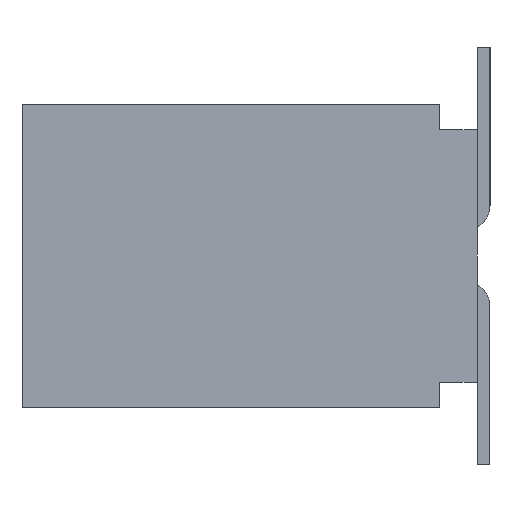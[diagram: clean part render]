
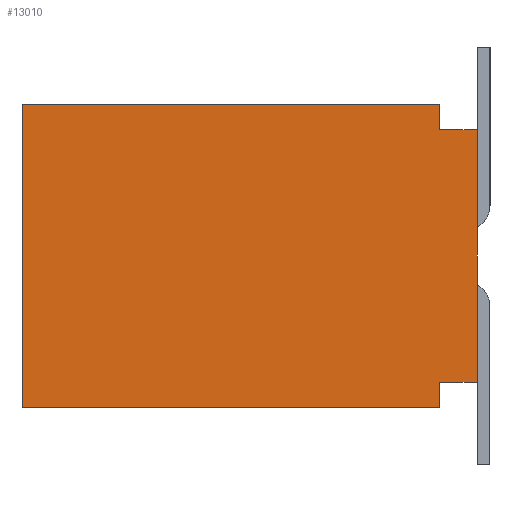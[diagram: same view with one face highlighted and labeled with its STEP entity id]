
A CAD part, left-side view. The second image highlights one B-rep face of the part: STEP entity #13010.
In plain terms, the highlighted planar face has unit normal (-1, 0, 0).
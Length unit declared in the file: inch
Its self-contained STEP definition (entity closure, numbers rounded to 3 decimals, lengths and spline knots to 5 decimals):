
#1999=ORIENTED_EDGE('',*,*,#4795,.F.);
#2000=ORIENTED_EDGE('',*,*,#4796,.T.);
#2001=ORIENTED_EDGE('',*,*,#4797,.F.);
#2002=ORIENTED_EDGE('',*,*,#4798,.T.);
#2003=ORIENTED_EDGE('',*,*,#4799,.F.);
#2004=ORIENTED_EDGE('',*,*,#4800,.F.);
#2005=ORIENTED_EDGE('',*,*,#4801,.T.);
#2006=ORIENTED_EDGE('',*,*,#4802,.T.);
#4795=EDGE_CURVE('',#6339,#6340,#7663,.T.);
#4796=EDGE_CURVE('',#6339,#6341,#7664,.T.);
#4797=EDGE_CURVE('',#6342,#6341,#7665,.T.);
#4798=EDGE_CURVE('',#6342,#6343,#7666,.T.);
#4799=EDGE_CURVE('',#6344,#6343,#7667,.T.);
#4800=EDGE_CURVE('',#6345,#6344,#7668,.T.);
#4801=EDGE_CURVE('',#6345,#6346,#7669,.T.);
#4802=EDGE_CURVE('',#6346,#6340,#7670,.T.);
#6339=VERTEX_POINT('',#19644);
#6340=VERTEX_POINT('',#19645);
#6341=VERTEX_POINT('',#19647);
#6342=VERTEX_POINT('',#19649);
#6343=VERTEX_POINT('',#19651);
#6344=VERTEX_POINT('',#19653);
#6345=VERTEX_POINT('',#19655);
#6346=VERTEX_POINT('',#19657);
#7663=LINE('',#19643,#9355);
#7664=LINE('',#19646,#9356);
#7665=LINE('',#19648,#9357);
#7666=LINE('',#19650,#9358);
#7667=LINE('',#19652,#9359);
#7668=LINE('',#19654,#9360);
#7669=LINE('',#19656,#9361);
#7670=LINE('',#19658,#9362);
#9355=VECTOR('',#16044,39.37008);
#9356=VECTOR('',#16045,39.37008);
#9357=VECTOR('',#16046,39.37008);
#9358=VECTOR('',#16047,39.37008);
#9359=VECTOR('',#16048,39.37008);
#9360=VECTOR('',#16049,39.37008);
#9361=VECTOR('',#16050,39.37008);
#9362=VECTOR('',#16051,39.37008);
#10681=EDGE_LOOP('',(#1999,#2000,#2001,#2002,#2003,#2004,#2005,#2006));
#11523=FACE_BOUND('',#10681,.T.);
#12257=PLANE('',#13934);
#13010=ADVANCED_FACE('',(#11523),#12257,.F.);
#13934=AXIS2_PLACEMENT_3D('',#19642,#16042,#16043);
#16042=DIRECTION('',(1.,0.,0.));
#16043=DIRECTION('',(0.,0.,-1.));
#16044=DIRECTION('',(0.,1.,0.));
#16045=DIRECTION('',(0.,0.,1.));
#16046=DIRECTION('',(0.,-1.,0.));
#16047=DIRECTION('',(0.,0.,1.));
#16048=DIRECTION('',(0.,-1.,0.));
#16049=DIRECTION('',(0.,0.,1.));
#16050=DIRECTION('',(0.,-1.,0.));
#16051=DIRECTION('',(0.,0.,1.));
#19642=CARTESIAN_POINT('',(-0.4575,0.18,-0.06));
#19643=CARTESIAN_POINT('',(-0.4575,0.18,-0.05));
#19644=CARTESIAN_POINT('',(-0.4575,0.,-0.05));
#19645=CARTESIAN_POINT('',(-0.4575,0.015,-0.05));
#19646=CARTESIAN_POINT('',(-0.4575,0.,-0.06));
#19647=CARTESIAN_POINT('',(-0.4575,0.,0.05));
#19648=CARTESIAN_POINT('',(-0.4575,0.18,0.05));
#19649=CARTESIAN_POINT('',(-0.4575,0.015,0.05));
#19650=CARTESIAN_POINT('',(-0.4575,0.015,-0.06));
#19651=CARTESIAN_POINT('',(-0.4575,0.015,0.06));
#19652=CARTESIAN_POINT('',(-0.4575,0.18,0.06));
#19653=CARTESIAN_POINT('',(-0.4575,0.18,0.06));
#19654=CARTESIAN_POINT('',(-0.4575,0.18,-0.06));
#19655=CARTESIAN_POINT('',(-0.4575,0.18,-0.06));
#19656=CARTESIAN_POINT('',(-0.4575,0.18,-0.06));
#19657=CARTESIAN_POINT('',(-0.4575,0.015,-0.06));
#19658=CARTESIAN_POINT('',(-0.4575,0.015,-0.06));
